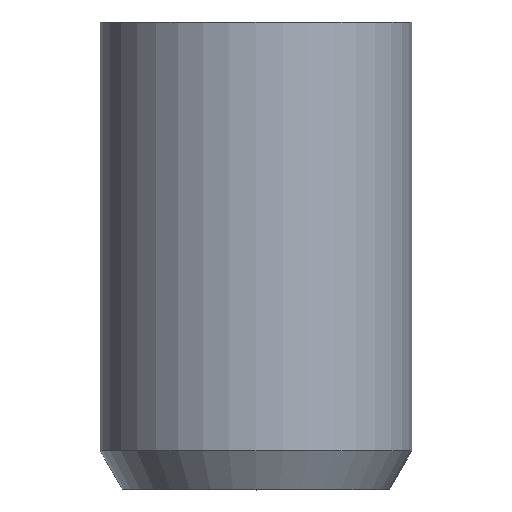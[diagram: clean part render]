
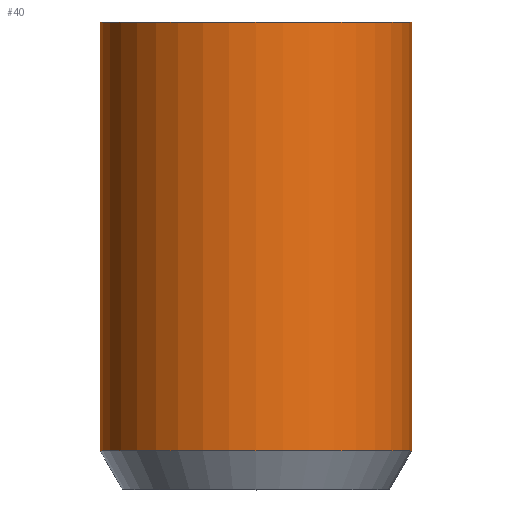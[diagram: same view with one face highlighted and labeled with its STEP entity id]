
A CAD part, top view. The second image highlights one B-rep face of the part: STEP entity #40.
In plain terms, the highlighted cylindrical face has radius 6 mm (diameter 12 mm), a full revolution.
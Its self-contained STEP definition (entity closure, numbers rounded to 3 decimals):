
#40 = ADVANCED_FACE( '', ( #79, #80 ), #81, .T. );
#79 = FACE_OUTER_BOUND( '', #110, .T. );
#80 = FACE_OUTER_BOUND( '', #111, .T. );
#81 = CYLINDRICAL_SURFACE( '', #112, 6. );
#110 = EDGE_LOOP( '', ( #145 ) );
#111 = EDGE_LOOP( '', ( #146 ) );
#112 = AXIS2_PLACEMENT_3D( '', #147, #148, #149 );
#145 = ORIENTED_EDGE( '', *, *, #154, .T. );
#146 = ORIENTED_EDGE( '', *, *, #156, .F. );
#147 = CARTESIAN_POINT( '', ( 0., 0., 0. ) );
#148 = DIRECTION( '', ( 0., 1., 0. ) );
#149 = DIRECTION( '', ( 0., 0., -1. ) );
#154 = EDGE_CURVE( '', #168, #168, #169, .T. );
#156 = EDGE_CURVE( '', #171, #171, #172, .T. );
#168 = VERTEX_POINT( '', #186 );
#169 = CIRCLE( '', #187, 6. );
#171 = VERTEX_POINT( '', #189 );
#172 = CIRCLE( '', #190, 6. );
#186 = CARTESIAN_POINT( '', ( 0., 18., -6. ) );
#187 = AXIS2_PLACEMENT_3D( '', #204, #205, #206 );
#189 = CARTESIAN_POINT( '', ( 0., 1.5, -6. ) );
#190 = AXIS2_PLACEMENT_3D( '', #207, #208, #209 );
#204 = CARTESIAN_POINT( '', ( 0., 18., 0. ) );
#205 = DIRECTION( '', ( 0., -1., 0. ) );
#206 = DIRECTION( '', ( 0., 0., -1. ) );
#207 = CARTESIAN_POINT( '', ( 0., 1.5, 0. ) );
#208 = DIRECTION( '', ( 0., -1., 0. ) );
#209 = DIRECTION( '', ( 0., 0., -1. ) );
